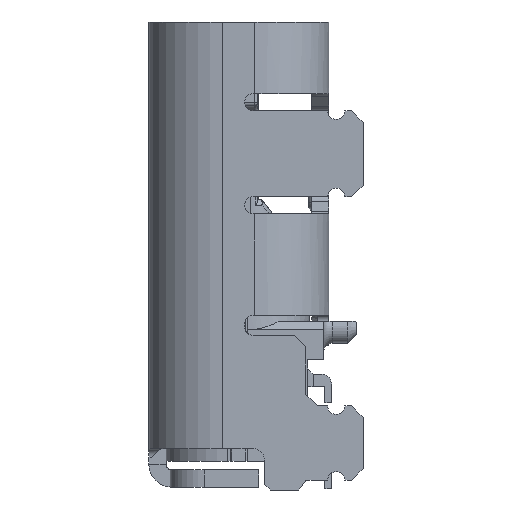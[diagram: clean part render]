
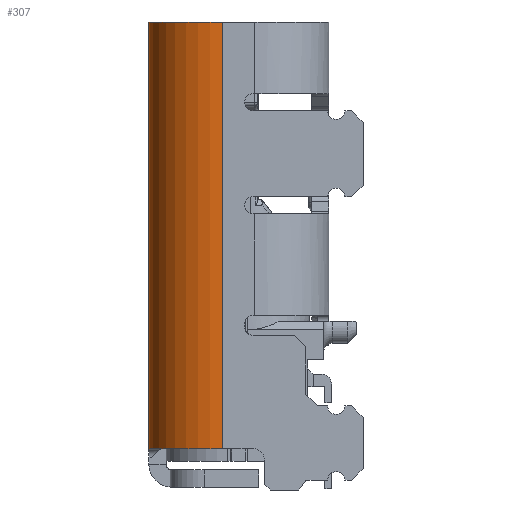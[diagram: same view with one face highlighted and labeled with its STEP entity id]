
A CAD part, left-side view. The second image highlights one B-rep face of the part: STEP entity #307.
In plain terms, the highlighted cylindrical face has radius 1.29 mm (diameter 2.58 mm), a partial arc.
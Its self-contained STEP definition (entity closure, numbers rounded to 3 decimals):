
#307=ADVANCED_FACE('NONE',(#1650),#1651,.T.);
#1650=FACE_OUTER_BOUND('',#3816,.T.);
#1651=CYLINDRICAL_SURFACE('',#3817,1.29);
#3816=EDGE_LOOP('',(#8364,#8365,#8366,#8367));
#3817=AXIS2_PLACEMENT_3D('',#8368,#8369,#8370);
#8364=ORIENTED_EDGE('',*,*,#15569,.T.);
#8365=ORIENTED_EDGE('',*,*,#15963,.T.);
#8366=ORIENTED_EDGE('',*,*,#16130,.T.);
#8367=ORIENTED_EDGE('',*,*,#15844,.F.);
#8368=CARTESIAN_POINT('',(-3.18,0.28,28.193));
#8369=DIRECTION('',(0.0,0.0,1.0));
#8370=DIRECTION('',(-1.0,0.0,0.0));
#15569=EDGE_CURVE('NONE',#19063,#19059,#19066,.T.);
#15844=EDGE_CURVE('NONE',#19063,#19485,#19503,.T.);
#15963=EDGE_CURVE('NONE',#19059,#19708,#19710,.T.);
#16130=EDGE_CURVE('NONE',#19708,#19485,#19973,.T.);
#19059=VERTEX_POINT('NONE',#24376);
#19063=VERTEX_POINT('NONE',#24382);
#19066=CIRCLE('',#24386,1.29);
#19485=VERTEX_POINT('NONE',#25033);
#19503=LINE('',#25058,#25059);
#19708=VERTEX_POINT('NONE',#25358);
#19710=LINE('',#25361,#25362);
#19973=CIRCLE('',#25748,1.29);
#24376=CARTESIAN_POINT('',(-3.18,1.57,4.7));
#24382=CARTESIAN_POINT('',(-4.47,0.28,4.7));
#24386=AXIS2_PLACEMENT_3D('',#31434,#31435,#31436);
#25033=CARTESIAN_POINT('',(-4.47,0.28,-2.75));
#25058=CARTESIAN_POINT('',(-4.47,0.28,14.175));
#25059=VECTOR('',#31799,1000.0);
#25358=CARTESIAN_POINT('',(-3.18,1.57,-2.75));
#25361=CARTESIAN_POINT('',(-3.18,1.57,14.175));
#25362=VECTOR('',#31964,1000.0);
#25748=AXIS2_PLACEMENT_3D('',#32217,#32218,#32219);
#31434=CARTESIAN_POINT('',(-3.18,0.28,4.7));
#31435=DIRECTION('',(0.0,0.0,-1.0));
#31436=DIRECTION('',(-1.0,0.0,0.0));
#31799=DIRECTION('',(0.,0.,-1.0));
#31964=DIRECTION('',(-0.0,-0.0,-1.0));
#32217=CARTESIAN_POINT('',(-3.18,0.28,-2.75));
#32218=DIRECTION('',(0.0,0.0,1.0));
#32219=DIRECTION('',(-1.0,0.,0.0));
